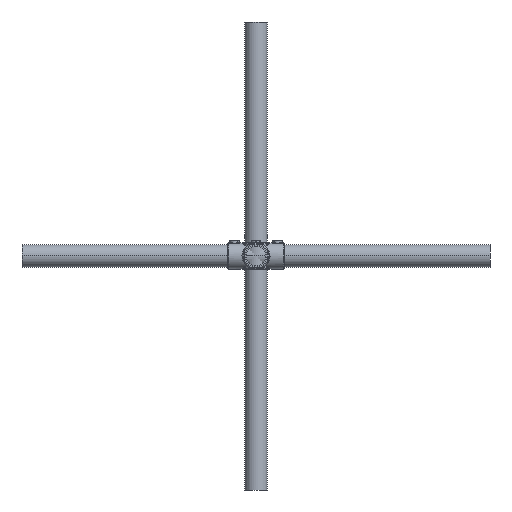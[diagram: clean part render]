
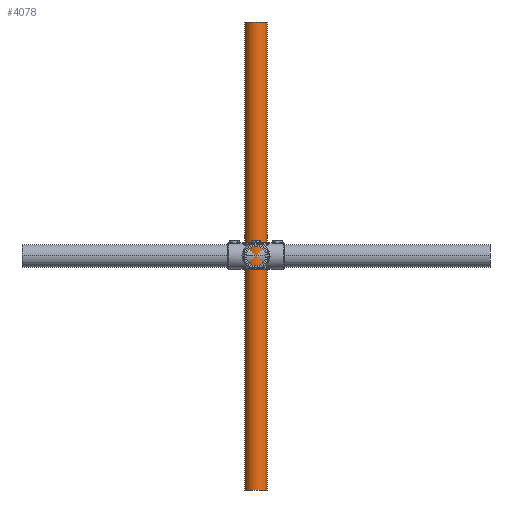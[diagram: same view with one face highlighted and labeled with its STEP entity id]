
A CAD part, front view. The second image highlights one B-rep face of the part: STEP entity #4078.
In plain terms, the highlighted cylindrical face has radius 23.75 mm (diameter 47.5 mm), a partial arc.
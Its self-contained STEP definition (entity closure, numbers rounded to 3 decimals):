
#150 = EDGE_CURVE ( 'NONE', #9791, #13136, #5795, .T. ) ;
#771 = CARTESIAN_POINT ( 'NONE',  ( 23.75, 0., 1000. ) ) ;
#875 = DIRECTION ( 'NONE',  ( 1., 0., 0. ) ) ;
#962 = AXIS2_PLACEMENT_3D ( 'NONE', #6073, #6046, #6030 ) ;
#1053 = AXIS2_PLACEMENT_3D ( 'NONE', #11044, #11110, #10860 ) ;
#1788 = ORIENTED_EDGE ( 'NONE', *, *, #10206, .T. ) ;
#2479 = CARTESIAN_POINT ( 'NONE',  ( -23.75, 0., 1000. ) ) ;
#4078 = ADVANCED_FACE ( 'NONE', ( #12088 ), #11980, .T. ) ;
#4382 = DIRECTION ( 'NONE',  ( 0., 0., -1. ) ) ;
#4488 = EDGE_CURVE ( 'NONE', #9791, #9303, #11896, .T. ) ;
#5795 = CIRCLE ( 'NONE', #962, 23.75 ) ;
#6011 = ORIENTED_EDGE ( 'NONE', *, *, #4488, .T. ) ;
#6030 = DIRECTION ( 'NONE',  ( 1., 0., 0. ) ) ;
#6046 = DIRECTION ( 'NONE',  ( 0., 0., 1. ) ) ;
#6073 = CARTESIAN_POINT ( 'NONE',  ( 0., 0., 1000. ) ) ;
#6416 = AXIS2_PLACEMENT_3D ( 'NONE', #12962, #7151, #875 ) ;
#6906 = CARTESIAN_POINT ( 'NONE',  ( -23.75, 0., 0. ) ) ;
#7151 = DIRECTION ( 'NONE',  ( 0., 0., 1. ) ) ;
#7230 = CIRCLE ( 'NONE', #6416, 23.75 ) ;
#7365 = EDGE_LOOP ( 'NONE', ( #11104, #9551, #6011, #1788 ) ) ;
#8057 = VECTOR ( 'NONE', #4382, 1000. ) ;
#8067 = LINE ( 'NONE', #9541, #8057 ) ;
#9200 = EDGE_CURVE ( 'NONE', #13136, #9471, #8067, .T. ) ;
#9303 = VERTEX_POINT ( 'NONE', #6906 ) ;
#9471 = VERTEX_POINT ( 'NONE', #10069 ) ;
#9541 = CARTESIAN_POINT ( 'NONE',  ( 23.75, 0., 1000. ) ) ;
#9551 = ORIENTED_EDGE ( 'NONE', *, *, #150, .F. ) ;
#9791 = VERTEX_POINT ( 'NONE', #2479 ) ;
#10069 = CARTESIAN_POINT ( 'NONE',  ( 23.75, 0., 0. ) ) ;
#10206 = EDGE_CURVE ( 'NONE', #9303, #9471, #7230, .T. ) ;
#10762 = DIRECTION ( 'NONE',  ( 0., 0., -1. ) ) ;
#10860 = DIRECTION ( 'NONE',  ( -1., 0., 0. ) ) ;
#11044 = CARTESIAN_POINT ( 'NONE',  ( 0., 0., 1000. ) ) ;
#11104 = ORIENTED_EDGE ( 'NONE', *, *, #9200, .F. ) ;
#11110 = DIRECTION ( 'NONE',  ( 0., 0., -1. ) ) ;
#11219 = CARTESIAN_POINT ( 'NONE',  ( -23.75, 0., 1000. ) ) ;
#11754 = VECTOR ( 'NONE', #10762, 1000. ) ;
#11896 = LINE ( 'NONE', #11219, #11754 ) ;
#11980 = CYLINDRICAL_SURFACE ( 'NONE', #1053, 23.75 ) ;
#12088 = FACE_OUTER_BOUND ( 'NONE', #7365, .T. ) ;
#12962 = CARTESIAN_POINT ( 'NONE',  ( 0., 0., 0. ) ) ;
#13136 = VERTEX_POINT ( 'NONE', #771 ) ;
